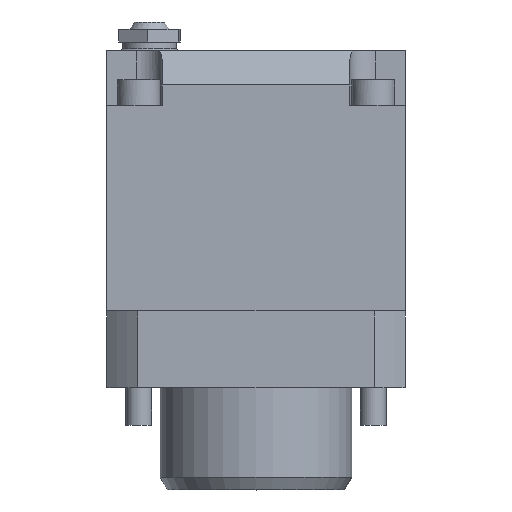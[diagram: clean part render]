
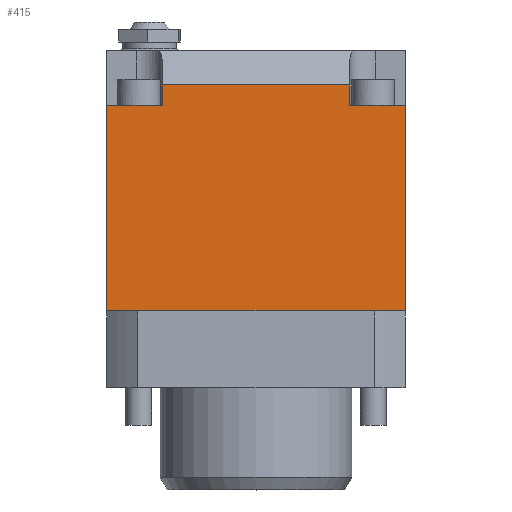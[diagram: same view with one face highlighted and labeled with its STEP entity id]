
A CAD part, left-side view. The second image highlights one B-rep face of the part: STEP entity #415.
In plain terms, the highlighted planar face has unit normal (-1, 0, 0).
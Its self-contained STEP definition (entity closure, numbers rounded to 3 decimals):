
#43=VERTEX_LOOP('',#1159);
#94=LINE('',#2132,#221);
#132=LINE('',#2218,#259);
#136=LINE('',#2223,#263);
#159=LINE('',#2280,#286);
#160=LINE('',#2283,#287);
#161=LINE('',#2285,#288);
#162=LINE('',#2287,#289);
#163=LINE('',#2288,#290);
#221=VECTOR('',#1671,1.);
#259=VECTOR('',#1737,1.);
#263=VECTOR('',#1743,1.);
#286=VECTOR('',#1804,1.);
#287=VECTOR('',#1805,1.);
#288=VECTOR('',#1806,1.);
#289=VECTOR('',#1807,1.);
#290=VECTOR('',#1808,1.);
#349=FACE_BOUND('',#43,.T.);
#350=FACE_BOUND('',#622,.T.);
#415=ADVANCED_FACE('',(#349,#350),#493,.F.);
#493=PLANE('',#1509);
#622=EDGE_LOOP('',(#875,#876,#877,#878,#879,#880,#881,#882));
#875=ORIENTED_EDGE('',*,*,#1323,.T.);
#876=ORIENTED_EDGE('',*,*,#1324,.T.);
#877=ORIENTED_EDGE('',*,*,#1325,.T.);
#878=ORIENTED_EDGE('',*,*,#1326,.T.);
#879=ORIENTED_EDGE('',*,*,#1293,.F.);
#880=ORIENTED_EDGE('',*,*,#1245,.F.);
#881=ORIENTED_EDGE('',*,*,#1289,.T.);
#882=ORIENTED_EDGE('',*,*,#1327,.T.);
#1110=VERTEX_POINT('',#2131);
#1111=VERTEX_POINT('',#2133);
#1144=VERTEX_POINT('',#2217);
#1145=VERTEX_POINT('',#2224);
#1159=VERTEX_POINT('',#2279);
#1160=VERTEX_POINT('',#2281);
#1161=VERTEX_POINT('',#2282);
#1162=VERTEX_POINT('',#2284);
#1163=VERTEX_POINT('',#2286);
#1245=EDGE_CURVE('',#1110,#1111,#94,.T.);
#1289=EDGE_CURVE('',#1110,#1144,#132,.T.);
#1293=EDGE_CURVE('',#1111,#1145,#136,.T.);
#1323=EDGE_CURVE('',#1160,#1161,#159,.T.);
#1324=EDGE_CURVE('',#1161,#1162,#160,.T.);
#1325=EDGE_CURVE('',#1162,#1163,#161,.T.);
#1326=EDGE_CURVE('',#1163,#1145,#162,.T.);
#1327=EDGE_CURVE('',#1144,#1160,#163,.T.);
#1509=AXIS2_PLACEMENT_3D('',#2289,#1809,#1810);
#1671=DIRECTION('',(0.,1.,0.));
#1737=DIRECTION('',(0.,0.,1.));
#1743=DIRECTION('',(0.,0.,1.));
#1804=DIRECTION('',(0.,0.,1.));
#1805=DIRECTION('',(0.,1.,0.));
#1806=DIRECTION('',(0.,0.,-1.));
#1807=DIRECTION('',(0.,1.,0.));
#1808=DIRECTION('',(0.,1.,0.));
#1809=DIRECTION('',(1.,0.,0.));
#1810=DIRECTION('',(0.,0.,1.));
#2131=CARTESIAN_POINT('',(-28.,-35.,18.));
#2132=CARTESIAN_POINT('',(-28.,-37.,18.));
#2133=CARTESIAN_POINT('',(-28.,35.,18.));
#2217=CARTESIAN_POINT('',(-28.,-35.,66.2));
#2218=CARTESIAN_POINT('',(-28.,-35.,79.));
#2223=CARTESIAN_POINT('',(-28.,35.,79.));
#2224=CARTESIAN_POINT('',(-28.,35.,66.2));
#2279=CARTESIAN_POINT('',(-28.,-8.,22.5));
#2280=CARTESIAN_POINT('',(-28.,-22.,79.));
#2281=CARTESIAN_POINT('',(-28.,-22.,66.2));
#2282=CARTESIAN_POINT('',(-28.,-22.,71.));
#2283=CARTESIAN_POINT('',(-28.,22.,71.));
#2284=CARTESIAN_POINT('',(-28.,22.,71.));
#2285=CARTESIAN_POINT('',(-28.,22.,79.));
#2286=CARTESIAN_POINT('',(-28.,22.,66.2));
#2287=CARTESIAN_POINT('',(-28.,-37.,66.2));
#2288=CARTESIAN_POINT('',(-28.,-37.,66.2));
#2289=CARTESIAN_POINT('',(-28.,-37.,79.));
